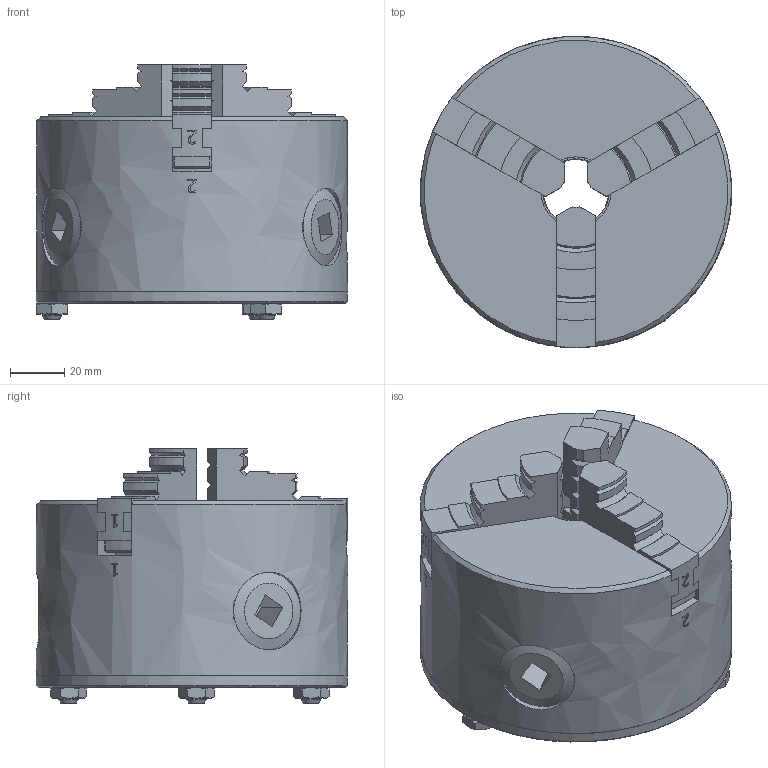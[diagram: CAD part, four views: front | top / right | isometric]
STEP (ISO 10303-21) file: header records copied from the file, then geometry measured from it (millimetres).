
FILE_DESCRIPTION(('FreeCAD Model'),'2;1');
FILE_NAME('Open CASCADE Shape Model','2025-04-17T11:47:02',('FreeCAD'),( 'FreeCAD'),'Open CASCADE STEP processor 7.6','FreeCAD','Unknown');
FILE_SCHEMA(('AUTOMOTIVE_DESIGN { 1 0 10303 214 1 1 1 1 }'));
Products named in the file (1): Open CASCADE STEP translator 7.6 1
Bounding box: 114.49 x 114.49 x 93.53 mm (x, y, z)
Volume: 517544.5 mm3; surface area: 154045 mm2
Topology: 18 solids, 18 shells, 1211 faces, 3263 edges, 2106 vertices
Faces by surface type: bspline 1211
Entity records: 49345 total; most frequent: CARTESIAN_POINT 30829, ORIENTED_EDGE 6514, EDGE_CURVE 3257, VERTEX_POINT 2106, B_SPLINE_CURVE_WITH_KNOTS 2093, FACE_BOUND 1275, EDGE_LOOP 1275, ADVANCED_FACE 1211
